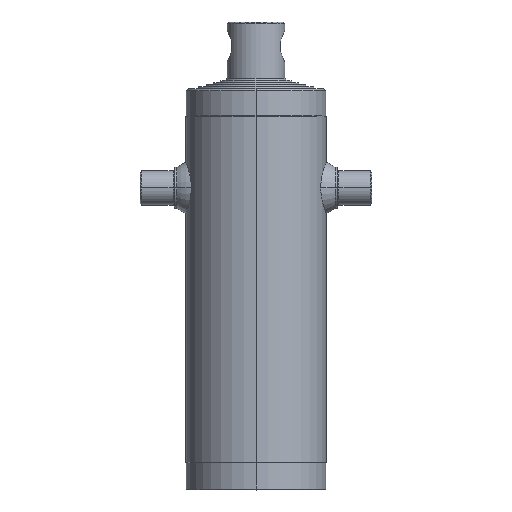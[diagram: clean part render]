
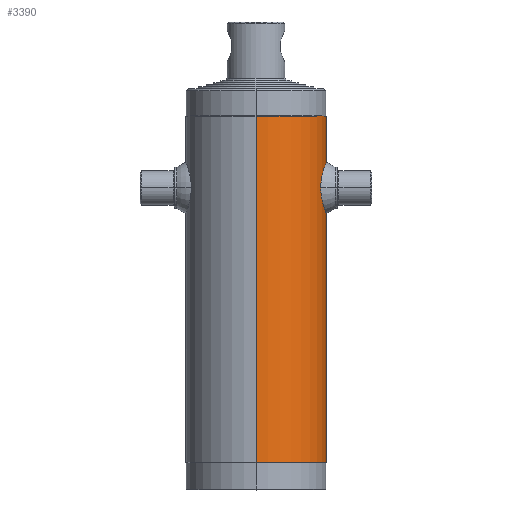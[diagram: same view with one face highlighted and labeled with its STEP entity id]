
A CAD part, top view. The second image highlights one B-rep face of the part: STEP entity #3390.
In plain terms, the highlighted cylindrical face has radius 102 mm (diameter 204 mm), a partial arc.
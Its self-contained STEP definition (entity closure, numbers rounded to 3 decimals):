
#89 = ORIENTED_EDGE ( 'NONE', *, *, #7574, .T. ) ;
#257 = CARTESIAN_POINT ( 'NONE',  ( 0., 543., -102. ) ) ;
#1015 = CYLINDRICAL_SURFACE ( 'NONE', #2823, 102. ) ;
#1200 = LINE ( 'NONE', #8992, #8905 ) ;
#1255 = FACE_OUTER_BOUND ( 'NONE', #1804, .T. ) ;
#1675 = CARTESIAN_POINT ( 'NONE',  ( 0., 40., -102. ) ) ;
#1804 = EDGE_LOOP ( 'NONE', ( #1947, #9389, #89, #3018 ) ) ;
#1947 = ORIENTED_EDGE ( 'NONE', *, *, #2057, .F. ) ;
#2057 = EDGE_CURVE ( 'NONE', #8106, #9442, #1200, .T. ) ;
#2237 = CARTESIAN_POINT ( 'NONE',  ( 0., -17.46, 0. ) ) ;
#2446 = CARTESIAN_POINT ( 'NONE',  ( 0., 543., 102. ) ) ;
#2823 = AXIS2_PLACEMENT_3D ( 'NONE', #2237, #6704, #5952 ) ;
#2985 = DIRECTION ( 'NONE',  ( 0., -1., 0. ) ) ;
#3018 = ORIENTED_EDGE ( 'NONE', *, *, #8377, .F. ) ;
#3390 = ADVANCED_FACE ( 'NONE', ( #1255 ), #1015, .T. ) ;
#3639 = DIRECTION ( 'NONE',  ( 0., -1., 0. ) ) ;
#4664 = DIRECTION ( 'NONE',  ( 0., -1., 0. ) ) ;
#4816 = CIRCLE ( 'NONE', #6414, 102. ) ;
#4976 = CARTESIAN_POINT ( 'NONE',  ( 0., 40., 102. ) ) ;
#5267 = DIRECTION ( 'NONE',  ( 0., -1., 0. ) ) ;
#5952 = DIRECTION ( 'NONE',  ( 0., 0., 1. ) ) ;
#5991 = LINE ( 'NONE', #8344, #7512 ) ;
#6414 = AXIS2_PLACEMENT_3D ( 'NONE', #8100, #3639, #8868 ) ;
#6704 = DIRECTION ( 'NONE',  ( 0., -1., 0. ) ) ;
#7114 = EDGE_CURVE ( 'NONE', #8106, #7601, #4816, .T. ) ;
#7461 = CARTESIAN_POINT ( 'NONE',  ( 0., 40., 0. ) ) ;
#7512 = VECTOR ( 'NONE', #4664, 1000. ) ;
#7574 = EDGE_CURVE ( 'NONE', #7601, #7675, #5991, .T. ) ;
#7601 = VERTEX_POINT ( 'NONE', #2446 ) ;
#7675 = VERTEX_POINT ( 'NONE', #4976 ) ;
#8069 = CIRCLE ( 'NONE', #8670, 102. ) ;
#8100 = CARTESIAN_POINT ( 'NONE',  ( 0., 543., 0. ) ) ;
#8106 = VERTEX_POINT ( 'NONE', #257 ) ;
#8199 = DIRECTION ( 'NONE',  ( 0., 0., 1. ) ) ;
#8344 = CARTESIAN_POINT ( 'NONE',  ( 0., -17.46, 102. ) ) ;
#8377 = EDGE_CURVE ( 'NONE', #9442, #7675, #8069, .T. ) ;
#8670 = AXIS2_PLACEMENT_3D ( 'NONE', #7461, #2985, #8199 ) ;
#8868 = DIRECTION ( 'NONE',  ( 0., 0., 1. ) ) ;
#8905 = VECTOR ( 'NONE', #5267, 1000. ) ;
#8992 = CARTESIAN_POINT ( 'NONE',  ( 0., -17.46, -102. ) ) ;
#9389 = ORIENTED_EDGE ( 'NONE', *, *, #7114, .T. ) ;
#9442 = VERTEX_POINT ( 'NONE', #1675 ) ;
